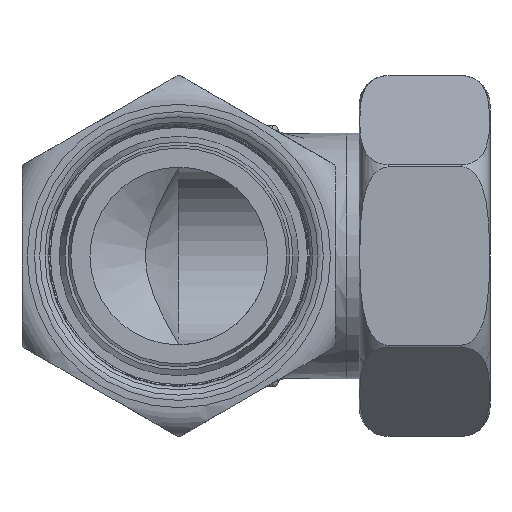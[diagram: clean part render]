
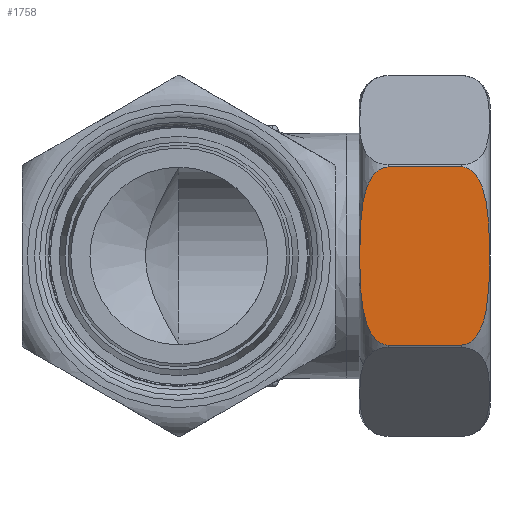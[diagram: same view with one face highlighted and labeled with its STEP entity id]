
A CAD part, front view. The second image highlights one B-rep face of the part: STEP entity #1758.
In plain terms, the highlighted planar face has unit normal (0, -1, 0).
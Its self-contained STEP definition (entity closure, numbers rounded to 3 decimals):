
#288=FACE_OUTER_BOUND('',#3042,.T.);
#791=LINE('',#13400,#1239);
#792=LINE('',#13404,#1240);
#1239=VECTOR('',#10398,1.);
#1240=VECTOR('',#10403,1.);
#1758=ADVANCED_FACE('',(#288),#2306,.F.);
#2306=PLANE('',#9738);
#3042=EDGE_LOOP('',(#3893,#3894,#3895,#3896));
#3893=ORIENTED_EDGE('',*,*,#7635,.T.);
#3894=ORIENTED_EDGE('',*,*,#7619,.T.);
#3895=ORIENTED_EDGE('',*,*,#7637,.T.);
#3896=ORIENTED_EDGE('',*,*,#7646,.T.);
#6677=VERTEX_POINT('',#13316);
#6678=VERTEX_POINT('',#13335);
#6690=VERTEX_POINT('',#13401);
#6691=VERTEX_POINT('',#13405);
#7619=EDGE_CURVE('',#6678,#6677,#9039,.T.);
#7635=EDGE_CURVE('',#6690,#6678,#791,.T.);
#7637=EDGE_CURVE('',#6677,#6691,#792,.T.);
#7646=EDGE_CURVE('',#6691,#6690,#9045,.T.);
#9039=B_SPLINE_CURVE_WITH_KNOTS('',3,(#13317,#13318,#13319,#13320,#13321,
#13322,#13323,#13324,#13325,#13326,#13327,#13328,#13329,#13330,#13331,#13332,
#13333,#13334),.UNSPECIFIED.,.F.,.F.,(4,2,2,2,2,2,2,2,4),(0.,0.063,0.125,
0.25,0.5,0.75,0.875,0.938,1.),.UNSPECIFIED.);
#9045=B_SPLINE_CURVE_WITH_KNOTS('',3,(#13470,#13471,#13472,#13473,#13474,
#13475,#13476,#13477,#13478,#13479,#13480,#13481,#13482,#13483,#13484,#13485,
#13486,#13487),.UNSPECIFIED.,.F.,.F.,(4,2,2,2,2,2,2,2,4),(0.,0.063,0.125,
0.25,0.5,0.75,0.875,0.938,1.),.UNSPECIFIED.);
#9738=AXIS2_PLACEMENT_3D('',#13571,#10457,#10458);
#10398=DIRECTION('',(1.,0.,0.));
#10403=DIRECTION('',(-1.,0.,0.));
#10457=DIRECTION('',(0.,1.,0.));
#10458=DIRECTION('',(0.,0.,-1.));
#13316=CARTESIAN_POINT('',(54.,-30.,17.037));
#13317=CARTESIAN_POINT('',(54.,-30.,-17.037));
#13318=CARTESIAN_POINT('',(54.806,-30.,-17.037));
#13319=CARTESIAN_POINT('',(55.584,-30.,-16.65));
#13320=CARTESIAN_POINT('',(56.782,-30.,-15.555));
#13321=CARTESIAN_POINT('',(57.23,-30.,-14.87));
#13322=CARTESIAN_POINT('',(58.305,-30.,-12.699));
#13323=CARTESIAN_POINT('',(58.668,-30.,-11.117));
#13324=CARTESIAN_POINT('',(59.394,-30.,-6.363));
#13325=CARTESIAN_POINT('',(59.409,-30.,-3.149));
#13326=CARTESIAN_POINT('',(59.408,-30.,3.229));
#13327=CARTESIAN_POINT('',(59.391,-30.,6.417));
#13328=CARTESIAN_POINT('',(58.661,-30.,11.15));
#13329=CARTESIAN_POINT('',(58.294,-30.,12.733));
#13330=CARTESIAN_POINT('',(57.215,-30.,14.894));
#13331=CARTESIAN_POINT('',(56.764,-30.,15.575));
#13332=CARTESIAN_POINT('',(55.577,-30.,16.653));
#13333=CARTESIAN_POINT('',(54.8,-30.,17.037));
#13334=CARTESIAN_POINT('',(54.,-30.,17.037));
#13335=CARTESIAN_POINT('',(54.,-30.,-17.037));
#13400=CARTESIAN_POINT('',(59.5,-30.,-17.037));
#13401=CARTESIAN_POINT('',(40.,-30.,-17.037));
#13404=CARTESIAN_POINT('',(59.5,-30.,17.037));
#13405=CARTESIAN_POINT('',(40.,-30.,17.037));
#13470=CARTESIAN_POINT('',(40.,-30.,17.037));
#13471=CARTESIAN_POINT('',(39.194,-30.,17.037));
#13472=CARTESIAN_POINT('',(38.416,-30.,16.65));
#13473=CARTESIAN_POINT('',(37.218,-30.,15.555));
#13474=CARTESIAN_POINT('',(36.77,-30.,14.87));
#13475=CARTESIAN_POINT('',(35.695,-30.,12.699));
#13476=CARTESIAN_POINT('',(35.332,-30.,11.117));
#13477=CARTESIAN_POINT('',(34.606,-30.,6.363));
#13478=CARTESIAN_POINT('',(34.591,-30.,3.149));
#13479=CARTESIAN_POINT('',(34.592,-30.,-3.229));
#13480=CARTESIAN_POINT('',(34.609,-30.,-6.417));
#13481=CARTESIAN_POINT('',(35.339,-30.,-11.15));
#13482=CARTESIAN_POINT('',(35.706,-30.,-12.733));
#13483=CARTESIAN_POINT('',(36.785,-30.,-14.894));
#13484=CARTESIAN_POINT('',(37.236,-30.,-15.575));
#13485=CARTESIAN_POINT('',(38.423,-30.,-16.653));
#13486=CARTESIAN_POINT('',(39.2,-30.,-17.037));
#13487=CARTESIAN_POINT('',(40.,-30.,-17.037));
#13571=CARTESIAN_POINT('',(34.5,-30.,-17.321));
